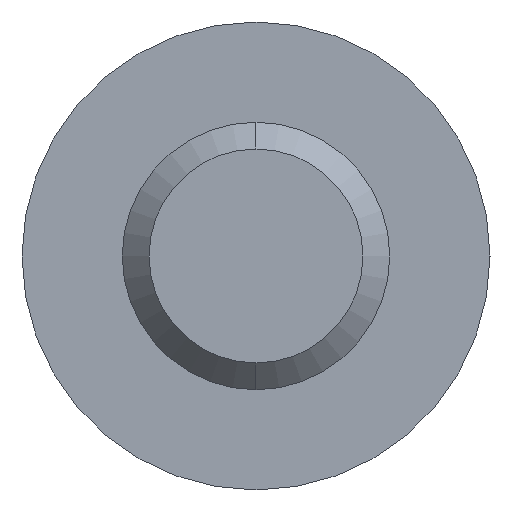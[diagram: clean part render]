
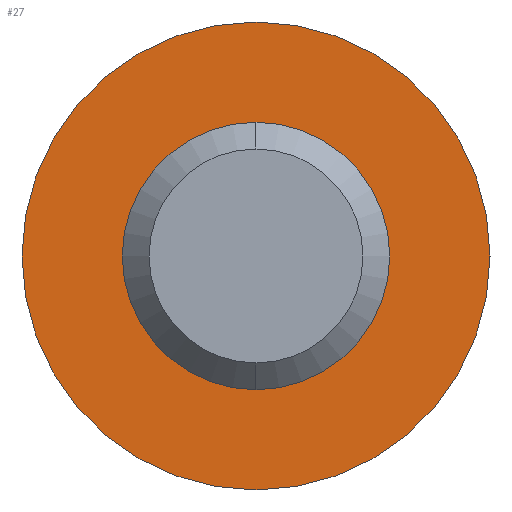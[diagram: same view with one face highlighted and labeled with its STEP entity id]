
A CAD part, left-side view. The second image highlights one B-rep face of the part: STEP entity #27.
In plain terms, the highlighted planar face has unit normal (-1, 0, 0).
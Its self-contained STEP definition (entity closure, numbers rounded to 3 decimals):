
#4 = DIRECTION ( 'NONE',  ( 0., 0., 1. ) ) ;
#13 = CARTESIAN_POINT ( 'NONE',  ( 5., 0., -1. ) ) ;
#16 = VERTEX_POINT ( 'NONE', #109 ) ;
#27 = ADVANCED_FACE ( 'NONE', ( #175, #242 ), #292, .F. ) ;
#28 = DIRECTION ( 'NONE',  ( 0., 0., 1. ) ) ;
#49 = ORIENTED_EDGE ( 'NONE', *, *, #345, .T. ) ;
#55 = DIRECTION ( 'NONE',  ( 0., 0., 1. ) ) ;
#63 = CARTESIAN_POINT ( 'NONE',  ( 5., 0., -1. ) ) ;
#79 = DIRECTION ( 'NONE',  ( 1., 0., 0. ) ) ;
#86 = CARTESIAN_POINT ( 'NONE',  ( 5., 0., 0. ) ) ;
#92 = CARTESIAN_POINT ( 'NONE',  ( 5., 0., 0. ) ) ;
#107 = AXIS2_PLACEMENT_3D ( 'NONE', #13, #79, #294 ) ;
#108 = EDGE_LOOP ( 'NONE', ( #49, #184 ) ) ;
#109 = CARTESIAN_POINT ( 'NONE',  ( 5., 0., 1. ) ) ;
#114 = EDGE_CURVE ( 'NONE', #363, #16, #216, .T. ) ;
#118 = DIRECTION ( 'NONE',  ( 0., 0., 1. ) ) ;
#147 = CARTESIAN_POINT ( 'NONE',  ( 5., 0., -1.75 ) ) ;
#169 = ORIENTED_EDGE ( 'NONE', *, *, #114, .F. ) ;
#174 = EDGE_CURVE ( 'NONE', #284, #180, #253, .T. ) ;
#175 = FACE_BOUND ( 'NONE', #317, .T. ) ;
#180 = VERTEX_POINT ( 'NONE', #276 ) ;
#184 = ORIENTED_EDGE ( 'NONE', *, *, #174, .T. ) ;
#189 = DIRECTION ( 'NONE',  ( -1., 0., 0. ) ) ;
#216 = CIRCLE ( 'NONE', #273, 1. ) ;
#221 = ORIENTED_EDGE ( 'NONE', *, *, #385, .F. ) ;
#241 = CIRCLE ( 'NONE', #324, 1.75 ) ;
#242 = FACE_OUTER_BOUND ( 'NONE', #108, .T. ) ;
#253 = CIRCLE ( 'NONE', #395, 1.75 ) ;
#273 = AXIS2_PLACEMENT_3D ( 'NONE', #86, #301, #118 ) ;
#274 = DIRECTION ( 'NONE',  ( -1., 0., 0. ) ) ;
#276 = CARTESIAN_POINT ( 'NONE',  ( 5., 0., 1.75 ) ) ;
#284 = VERTEX_POINT ( 'NONE', #147 ) ;
#292 = PLANE ( 'NONE',  #107 ) ;
#294 = DIRECTION ( 'NONE',  ( 0., 0., -1. ) ) ;
#301 = DIRECTION ( 'NONE',  ( -1., 0., 0. ) ) ;
#303 = CIRCLE ( 'NONE', #382, 1. ) ;
#317 = EDGE_LOOP ( 'NONE', ( #221, #169 ) ) ;
#319 = DIRECTION ( 'NONE',  ( -1., 0., 0. ) ) ;
#324 = AXIS2_PLACEMENT_3D ( 'NONE', #347, #319, #28 ) ;
#345 = EDGE_CURVE ( 'NONE', #180, #284, #241, .T. ) ;
#347 = CARTESIAN_POINT ( 'NONE',  ( 5., 0., 0. ) ) ;
#363 = VERTEX_POINT ( 'NONE', #63 ) ;
#373 = CARTESIAN_POINT ( 'NONE',  ( 5., 0., 0. ) ) ;
#382 = AXIS2_PLACEMENT_3D ( 'NONE', #373, #189, #4 ) ;
#385 = EDGE_CURVE ( 'NONE', #16, #363, #303, .T. ) ;
#395 = AXIS2_PLACEMENT_3D ( 'NONE', #92, #274, #55 ) ;
